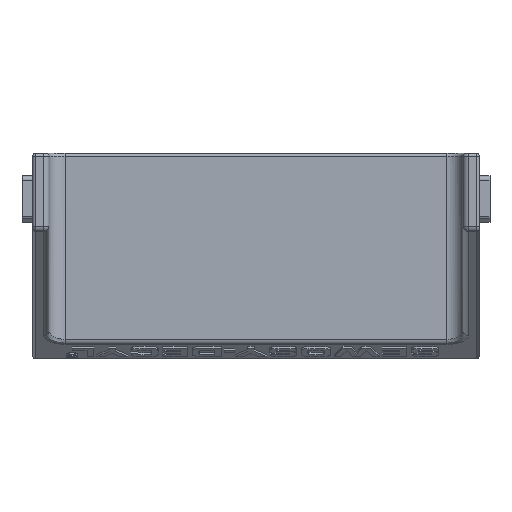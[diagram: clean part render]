
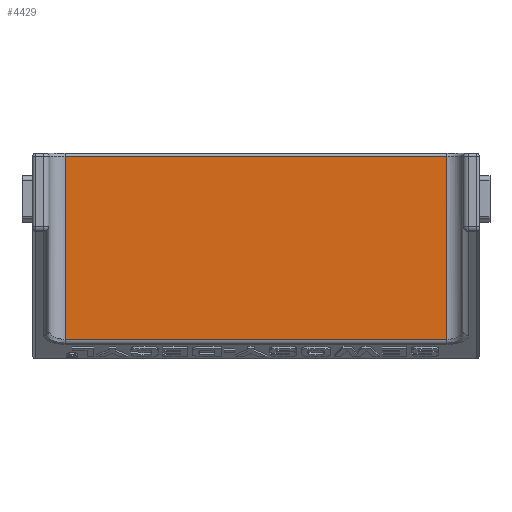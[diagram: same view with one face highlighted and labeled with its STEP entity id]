
A CAD part, left-side view. The second image highlights one B-rep face of the part: STEP entity #4429.
In plain terms, the highlighted planar face has unit normal (-1, 0, 0).
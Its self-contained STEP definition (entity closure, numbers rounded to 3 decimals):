
#126 = VERTEX_POINT ( 'NONE', #6919 ) ;
#217 = DIRECTION ( 'NONE',  ( 0., 1., 0. ) ) ;
#286 = LINE ( 'NONE', #2416, #7190 ) ;
#730 = PLANE ( 'NONE',  #1677 ) ;
#789 = VECTOR ( 'NONE', #2144, 1000. ) ;
#1349 = ORIENTED_EDGE ( 'NONE', *, *, #2768, .T. ) ;
#1445 = CARTESIAN_POINT ( 'NONE',  ( 52., 35.5, 39.5 ) ) ;
#1677 = AXIS2_PLACEMENT_3D ( 'NONE', #8313, #4069, #5426 ) ;
#2144 = DIRECTION ( 'NONE',  ( 0., 0., 1. ) ) ;
#2416 = CARTESIAN_POINT ( 'NONE',  ( 52., 35.5, 39.5 ) ) ;
#2577 = EDGE_LOOP ( 'NONE', ( #1349, #7536, #5932, #6374 ) ) ;
#2768 = EDGE_CURVE ( 'NONE', #8339, #11169, #10676, .T. ) ;
#2997 = EDGE_CURVE ( 'NONE', #13660, #126, #12010, .T. ) ;
#3049 = CARTESIAN_POINT ( 'NONE',  ( 52., 35.5, 4.751 ) ) ;
#3926 = CARTESIAN_POINT ( 'NONE',  ( 52., -35.5, 39.5 ) ) ;
#4069 = DIRECTION ( 'NONE',  ( 1., 0., 0. ) ) ;
#4429 = ADVANCED_FACE ( 'NONE', ( #6054 ), #730, .F. ) ;
#5284 = LINE ( 'NONE', #9758, #11272 ) ;
#5426 = DIRECTION ( 'NONE',  ( 0., 0., -1. ) ) ;
#5932 = ORIENTED_EDGE ( 'NONE', *, *, #2997, .T. ) ;
#6054 = FACE_OUTER_BOUND ( 'NONE', #2577, .T. ) ;
#6374 = ORIENTED_EDGE ( 'NONE', *, *, #7756, .T. ) ;
#6919 = CARTESIAN_POINT ( 'NONE',  ( 52., 35.5, 5.425 ) ) ;
#7190 = VECTOR ( 'NONE', #217, 1000. ) ;
#7342 = DIRECTION ( 'NONE',  ( 0., 0., -1. ) ) ;
#7536 = ORIENTED_EDGE ( 'NONE', *, *, #13599, .T. ) ;
#7548 = DIRECTION ( 'NONE',  ( 0., -1., 0. ) ) ;
#7756 = EDGE_CURVE ( 'NONE', #126, #8339, #5284, .T. ) ;
#8251 = VECTOR ( 'NONE', #7342, 1000. ) ;
#8313 = CARTESIAN_POINT ( 'NONE',  ( 52., -36.5, 40. ) ) ;
#8339 = VERTEX_POINT ( 'NONE', #10487 ) ;
#9758 = CARTESIAN_POINT ( 'NONE',  ( 52., -35.5, 5.425 ) ) ;
#10487 = CARTESIAN_POINT ( 'NONE',  ( 52., -35.5, 5.425 ) ) ;
#10676 = LINE ( 'NONE', #11905, #789 ) ;
#11169 = VERTEX_POINT ( 'NONE', #3926 ) ;
#11272 = VECTOR ( 'NONE', #7548, 1000. ) ;
#11905 = CARTESIAN_POINT ( 'NONE',  ( 52., -35.5, 40. ) ) ;
#12010 = LINE ( 'NONE', #3049, #8251 ) ;
#13599 = EDGE_CURVE ( 'NONE', #11169, #13660, #286, .T. ) ;
#13660 = VERTEX_POINT ( 'NONE', #1445 ) ;
